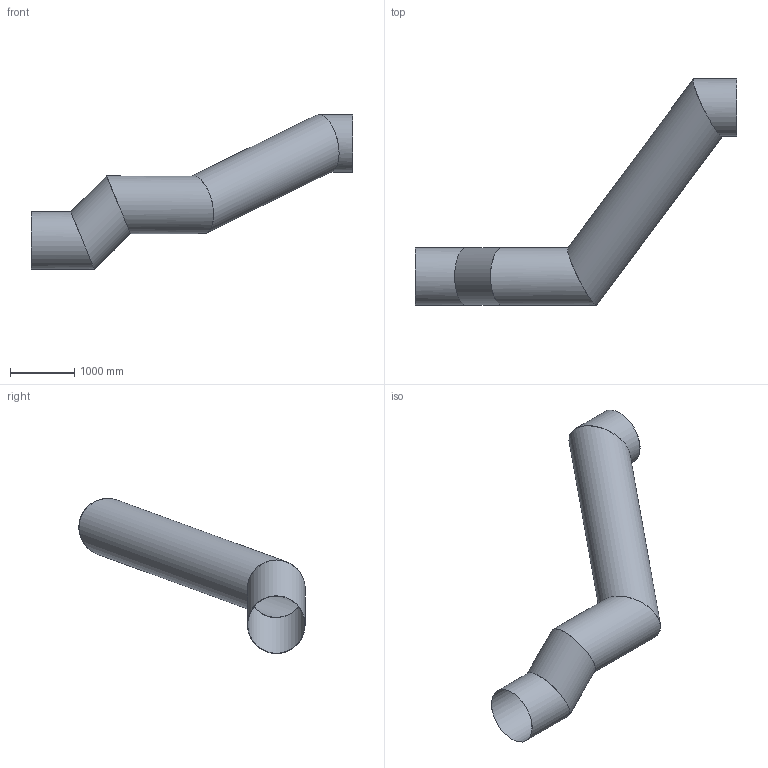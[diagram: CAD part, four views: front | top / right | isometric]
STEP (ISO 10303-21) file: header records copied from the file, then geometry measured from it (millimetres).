
FILE_DESCRIPTION(/* description */ (''),/* implementation_level */ '2;1');
FILE_NAME(/* name */ 'Rohrleitung.stp',/* time_stamp */ '2018-04-13T06:18:39+02:00',/* author */ ('Foell'),/* organization */ (''),/* preprocessor_version */ 'ST-DEVELOPER v15.2',/* originating_system */ 'Autodesk Inventor 2014',/* authorisation */ '');
FILE_SCHEMA (('AUTOMOTIVE_DESIGN { 1 0 10303 214 3 1 1 }'));
Length unit declared in the file: millimetre
Products named in the file (1): Rohrleitung
Bounding box: 5016 x 3533.32 x 2420 mm (x, y, z)
Volume: 56710712 mm3; surface area: 37824052.5 mm2
Topology: 1 solids, 1 shells, 12 faces, 34 edges, 24 vertices
Faces by surface type: cylinder 10, plane 2
Full cylindrical faces by diameter (mm): 894 x5, 900 x5
Entity records: 352 total; most frequent: DIRECTION 66, CARTESIAN_POINT 53, ORIENTED_EDGE 40, AXIS2_PLACEMENT_3D 33, EDGE_LOOP 24, VERTEX_POINT 20, EDGE_CURVE 20, ELLIPSE 16
